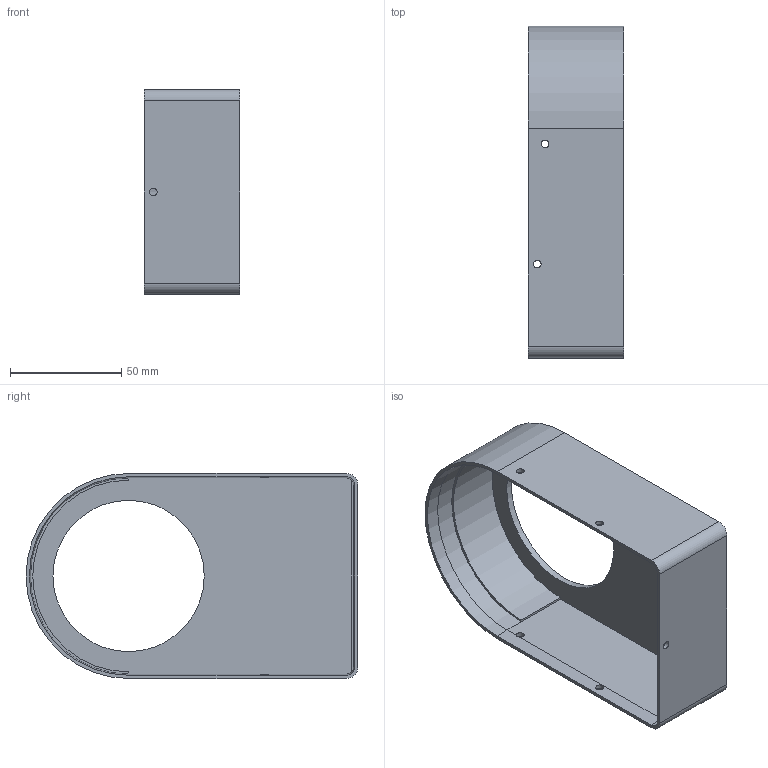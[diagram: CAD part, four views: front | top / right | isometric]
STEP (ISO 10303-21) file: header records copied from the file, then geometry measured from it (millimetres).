
FILE_DESCRIPTION(/* description */ (''),/* implementation_level */ '2;1');
FILE_NAME(/* name */ 'Abdeckung.step',/* time_stamp */ '2025-10-04T16:34:00+02:00',/* author */ (''),/* organization */ (''),/* preprocessor_version */ 'ST-DEVELOPER v20.1',/* originating_system */ 'Autodesk Translation Framework v14.17.0.0',/* authorisation */ '');
FILE_SCHEMA (('AUTOMOTIVE_DESIGN { 1 0 10303 214 3 1 1 }'));
Length unit declared in the file: millimetre
Products named in the file (1): Abdeckung
Bounding box: 42.8 x 149.2 x 92.2 mm (x, y, z)
Volume: 67408.5 mm3; surface area: 54558.5 mm2
Topology: 1 solids, 1 shells, 33 faces, 88 edges, 56 vertices
Faces by surface type: plane 17, cylinder 13, cone 3
Full cylindrical faces by diameter (mm): 3.5 x5, 68 x1
Entity records: 1090 total; most frequent: DIRECTION 191, CARTESIAN_POINT 178, ORIENTED_EDGE 176, EDGE_CURVE 88, AXIS2_PLACEMENT_3D 69, VERTEX_POINT 56, LINE 53, VECTOR 53
